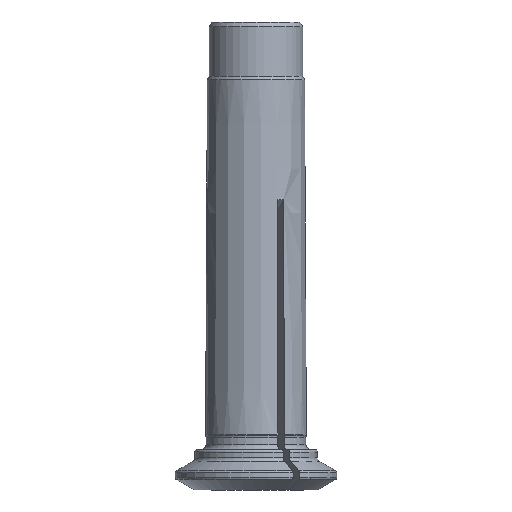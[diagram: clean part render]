
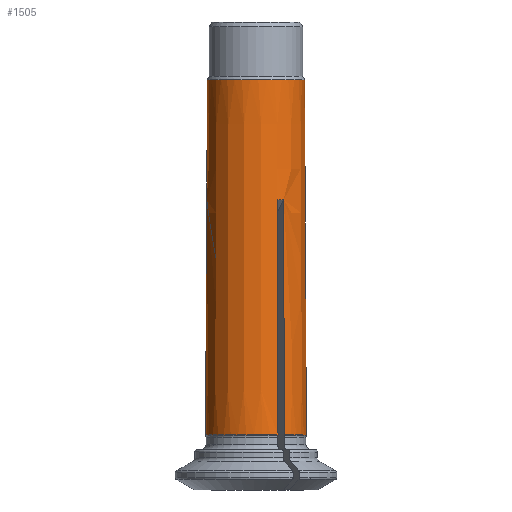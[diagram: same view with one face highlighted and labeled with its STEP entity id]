
A CAD part, front view. The second image highlights one B-rep face of the part: STEP entity #1505.
In plain terms, the highlighted conical face has half-angle 0.286 degrees and reference radius 3.002 mm.
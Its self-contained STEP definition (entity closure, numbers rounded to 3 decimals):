
#54=CONICAL_SURFACE('',#1598,3.002,0.005);
#108=CIRCLE('',#1585,3.02);
#116=CIRCLE('',#1599,3.13);
#117=CIRCLE('',#1600,3.13);
#118=CIRCLE('',#1601,3.13);
#168=LINE('',#2068,#231);
#182=LINE('',#2113,#245);
#193=LINE('',#2176,#256);
#201=LINE('',#2249,#264);
#202=LINE('',#2252,#265);
#203=LINE('',#2256,#266);
#231=VECTOR('',#1704,1000.);
#245=VECTOR('',#1742,1000.);
#256=VECTOR('',#1769,1000.);
#264=VECTOR('',#1823,1000.);
#265=VECTOR('',#1826,1000.);
#266=VECTOR('',#1829,1000.);
#394=ORIENTED_EDGE('',*,*,#703,.F.);
#395=ORIENTED_EDGE('',*,*,#641,.F.);
#396=ORIENTED_EDGE('',*,*,#711,.F.);
#397=ORIENTED_EDGE('',*,*,#685,.T.);
#398=ORIENTED_EDGE('',*,*,#683,.F.);
#399=ORIENTED_EDGE('',*,*,#712,.F.);
#400=ORIENTED_EDGE('',*,*,#713,.F.);
#401=ORIENTED_EDGE('',*,*,#663,.T.);
#402=ORIENTED_EDGE('',*,*,#661,.F.);
#403=ORIENTED_EDGE('',*,*,#714,.F.);
#404=ORIENTED_EDGE('',*,*,#715,.F.);
#405=ORIENTED_EDGE('',*,*,#716,.T.);
#406=ORIENTED_EDGE('',*,*,#646,.F.);
#641=EDGE_CURVE('',#809,#810,#168,.T.);
#646=EDGE_CURVE('',#810,#813,#909,.T.);
#661=EDGE_CURVE('',#827,#825,#911,.T.);
#663=EDGE_CURVE('',#829,#825,#182,.T.);
#683=EDGE_CURVE('',#846,#844,#914,.T.);
#685=EDGE_CURVE('',#848,#844,#193,.T.);
#703=EDGE_CURVE('',#862,#862,#108,.T.);
#711=EDGE_CURVE('',#848,#809,#116,.T.);
#712=EDGE_CURVE('',#869,#846,#201,.T.);
#713=EDGE_CURVE('',#829,#869,#117,.T.);
#714=EDGE_CURVE('',#870,#827,#202,.T.);
#715=EDGE_CURVE('',#871,#870,#118,.T.);
#716=EDGE_CURVE('',#871,#813,#203,.T.);
#809=VERTEX_POINT('',#2067);
#810=VERTEX_POINT('',#2069);
#813=VERTEX_POINT('',#2076);
#825=VERTEX_POINT('',#2104);
#827=VERTEX_POINT('',#2108);
#829=VERTEX_POINT('',#2114);
#844=VERTEX_POINT('',#2167);
#846=VERTEX_POINT('',#2171);
#848=VERTEX_POINT('',#2177);
#862=VERTEX_POINT('',#2228);
#869=VERTEX_POINT('',#2250);
#870=VERTEX_POINT('',#2253);
#871=VERTEX_POINT('',#2255);
#909=ELLIPSE('',#1559,4.345,3.072);
#911=ELLIPSE('',#1567,4.345,3.072);
#914=ELLIPSE('',#1575,4.345,3.072);
#939=EDGE_LOOP('',(#394));
#940=EDGE_LOOP('',(#395,#396,#397,#398,#399,#400,#401,#402,#403,#404,#405,
#406));
#1009=FACE_BOUND('',#939,.T.);
#1010=FACE_BOUND('',#940,.T.);
#1505=ADVANCED_FACE('',(#1009,#1010),#54,.T.);
#1559=AXIS2_PLACEMENT_3D('',#2078,#1712,#1713);
#1567=AXIS2_PLACEMENT_3D('',#2109,#1737,#1738);
#1575=AXIS2_PLACEMENT_3D('',#2172,#1764,#1765);
#1585=AXIS2_PLACEMENT_3D('',#2227,#1793,#1794);
#1598=AXIS2_PLACEMENT_3D('',#2247,#1819,#1820);
#1599=AXIS2_PLACEMENT_3D('',#2248,#1821,#1822);
#1600=AXIS2_PLACEMENT_3D('',#2251,#1824,#1825);
#1601=AXIS2_PLACEMENT_3D('',#2254,#1827,#1828);
#1704=DIRECTION('',(-0.003,-0.004,1.));
#1712=DIRECTION('',(0.354,0.612,-0.707));
#1713=DIRECTION('',(-0.354,-0.612,-0.707));
#1737=DIRECTION('',(0.354,-0.612,-0.707));
#1738=DIRECTION('',(-0.354,0.612,-0.707));
#1742=DIRECTION('',(-0.003,0.004,1.));
#1764=DIRECTION('',(-0.707,0.,-0.707));
#1765=DIRECTION('',(0.707,0.,-0.707));
#1769=DIRECTION('',(0.005,0.,1.));
#1793=DIRECTION('',(0.,0.,1.));
#1794=DIRECTION('',(1.,0.,0.));
#1819=DIRECTION('',(0.,0.,-1.));
#1820=DIRECTION('',(-1.,0.,0.));
#1821=DIRECTION('',(0.,0.,-1.));
#1822=DIRECTION('',(-1.,0.,0.));
#1823=DIRECTION('',(0.005,0.,1.));
#1824=DIRECTION('',(0.,0.,-1.));
#1825=DIRECTION('',(-1.,0.,0.));
#1826=DIRECTION('',(-0.003,0.004,1.));
#1827=DIRECTION('',(0.,0.,-1.));
#1828=DIRECTION('',(-1.,0.,0.));
#1829=DIRECTION('',(-0.003,-0.004,1.));
#2067=CARTESIAN_POINT('',(1.366,2.816,3.425));
#2068=CARTESIAN_POINT('',(1.348,2.784,10.708));
#2069=CARTESIAN_POINT('',(1.33,2.753,17.992));
#2076=CARTESIAN_POINT('',(1.719,2.528,17.992));
#2078=CARTESIAN_POINT('',(-0.008,-0.013,14.928));
#2104=CARTESIAN_POINT('',(1.33,-2.753,17.992));
#2108=CARTESIAN_POINT('',(1.719,-2.528,17.992));
#2109=CARTESIAN_POINT('',(-0.008,0.013,14.928));
#2113=CARTESIAN_POINT('',(1.348,-2.784,10.708));
#2114=CARTESIAN_POINT('',(1.366,-2.816,3.425));
#2167=CARTESIAN_POINT('',(-3.049,0.225,17.992));
#2171=CARTESIAN_POINT('',(-3.049,-0.225,17.992));
#2172=CARTESIAN_POINT('',(0.015,0.,14.928));
#2176=CARTESIAN_POINT('',(-3.085,0.225,10.708));
#2177=CARTESIAN_POINT('',(-3.122,0.225,3.425));
#2227=CARTESIAN_POINT('',(0.,0.,25.416));
#2228=CARTESIAN_POINT('',(3.02,0.,25.416));
#2247=CARTESIAN_POINT('',(0.,0.,29.));
#2248=CARTESIAN_POINT('',(0.,0.,3.425));
#2249=CARTESIAN_POINT('',(-3.085,-0.225,10.708));
#2250=CARTESIAN_POINT('',(-3.122,-0.225,3.425));
#2251=CARTESIAN_POINT('',(0.,0.,3.425));
#2252=CARTESIAN_POINT('',(1.737,-2.559,10.708));
#2253=CARTESIAN_POINT('',(1.756,-2.591,3.425));
#2254=CARTESIAN_POINT('',(0.,0.,3.425));
#2255=CARTESIAN_POINT('',(1.756,2.591,3.425));
#2256=CARTESIAN_POINT('',(1.737,2.559,10.708));
